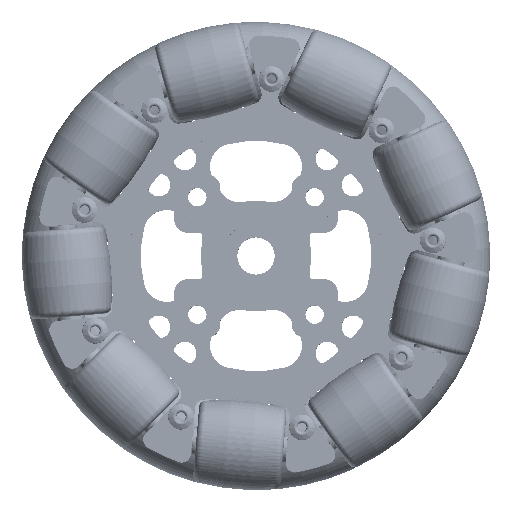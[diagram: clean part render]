
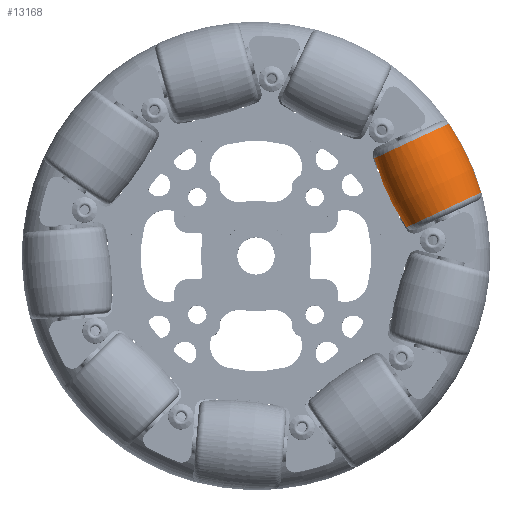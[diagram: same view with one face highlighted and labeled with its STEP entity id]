
A CAD part, top view. The second image highlights one B-rep face of the part: STEP entity #13168.
In plain terms, the highlighted toroidal (fillet/blend) face has major radius 41.175 mm and minor radius 50.8 mm.
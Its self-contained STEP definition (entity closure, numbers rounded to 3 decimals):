
#368 = EDGE_CURVE ( 'NONE', #11811, #3812, #4027, .T. ) ;
#482 = CARTESIAN_POINT ( 'NONE',  ( 8.243, 0., -8.952 ) ) ;
#1320 = DIRECTION ( 'NONE',  ( 0., 1., 0. ) ) ;
#1812 = CARTESIAN_POINT ( 'NONE',  ( -8.243, 0., 0. ) ) ;
#1832 = AXIS2_PLACEMENT_3D ( 'NONE', #1812, #10758, #14465 ) ;
#2578 = ORIENTED_EDGE ( 'NONE', *, *, #368, .T. ) ;
#2738 = CARTESIAN_POINT ( 'NONE',  ( -8.243, 0., 8.952 ) ) ;
#3055 = DIRECTION ( 'NONE',  ( -1., 0., 0. ) ) ;
#3780 = AXIS2_PLACEMENT_3D ( 'NONE', #9436, #3055, #5483 ) ;
#3812 = VERTEX_POINT ( 'NONE', #482 ) ;
#3818 = AXIS2_PLACEMENT_3D ( 'NONE', #9013, #1320, #11542 ) ;
#4027 = CIRCLE ( 'NONE', #3780, 8.952 ) ;
#5118 = EDGE_LOOP ( 'NONE', ( #2578, #6174, #8617, #11727 ) ) ;
#5451 = CIRCLE ( 'NONE', #3818, 50.8 ) ;
#5483 = DIRECTION ( 'NONE',  ( 0., 0., 1. ) ) ;
#5818 = CARTESIAN_POINT ( 'NONE',  ( 0., 0., 0. ) ) ;
#5885 = TOROIDAL_SURFACE ( 'NONE', #11110, -41.175, 50.8 ) ;
#6129 = CIRCLE ( 'NONE', #1832, 8.952 ) ;
#6174 = ORIENTED_EDGE ( 'NONE', *, *, #8104, .T. ) ;
#6217 = DIRECTION ( 'NONE',  ( 0., -1., 0. ) ) ;
#7218 = DIRECTION ( 'NONE',  ( -1., 0., 0. ) ) ;
#8104 = EDGE_CURVE ( 'NONE', #3812, #8593, #5451, .T. ) ;
#8161 = VERTEX_POINT ( 'NONE', #2738 ) ;
#8593 = VERTEX_POINT ( 'NONE', #11249 ) ;
#8617 = ORIENTED_EDGE ( 'NONE', *, *, #12582, .T. ) ;
#8945 = CIRCLE ( 'NONE', #10071, 50.8 ) ;
#9013 = CARTESIAN_POINT ( 'NONE',  ( 0., 0., 41.175 ) ) ;
#9272 = FACE_OUTER_BOUND ( 'NONE', #5118, .T. ) ;
#9436 = CARTESIAN_POINT ( 'NONE',  ( 8.243, 0., 0. ) ) ;
#10071 = AXIS2_PLACEMENT_3D ( 'NONE', #10077, #6217, #15236 ) ;
#10077 = CARTESIAN_POINT ( 'NONE',  ( 0., 0., -41.175 ) ) ;
#10758 = DIRECTION ( 'NONE',  ( 1., 0., 0. ) ) ;
#11110 = AXIS2_PLACEMENT_3D ( 'NONE', #5818, #7218, #12195 ) ;
#11249 = CARTESIAN_POINT ( 'NONE',  ( -8.243, 0., -8.952 ) ) ;
#11542 = DIRECTION ( 'NONE',  ( 0., 0., 1. ) ) ;
#11727 = ORIENTED_EDGE ( 'NONE', *, *, #15219, .F. ) ;
#11811 = VERTEX_POINT ( 'NONE', #15018 ) ;
#12195 = DIRECTION ( 'NONE',  ( 0., 0., 1. ) ) ;
#12582 = EDGE_CURVE ( 'NONE', #8593, #8161, #6129, .T. ) ;
#13168 = ADVANCED_FACE ( 'NONE', ( #9272 ), #5885, .T. ) ;
#14465 = DIRECTION ( 'NONE',  ( 0., 0., -1. ) ) ;
#15018 = CARTESIAN_POINT ( 'NONE',  ( 8.243, 0., 8.952 ) ) ;
#15219 = EDGE_CURVE ( 'NONE', #11811, #8161, #8945, .T. ) ;
#15236 = DIRECTION ( 'NONE',  ( 0., 0., -1. ) ) ;
